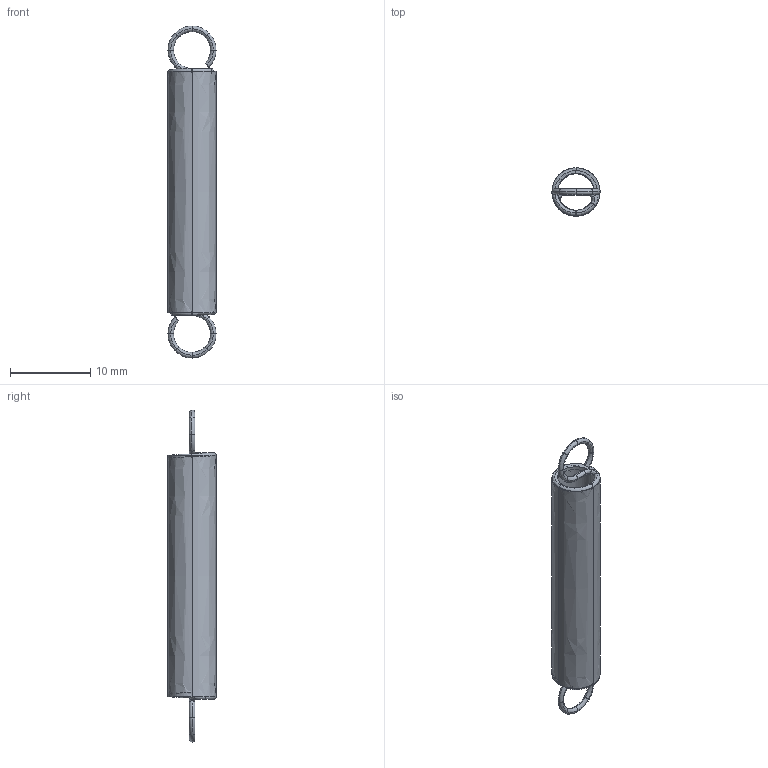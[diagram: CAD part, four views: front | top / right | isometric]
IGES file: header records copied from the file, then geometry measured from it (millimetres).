
Start section: DESIGNBASE IGES
Global section: file name: 22-0643.igs; native system: RICOH DESIGNBASE V15; preprocessor: IGES PREPROCESSOR V15; author: unknown; organization: unknown; date: 20140507.144436; units: millimetre
Bounding box: 6 x 6 x 41.4 mm (x, y, z)
Surface area: 1175.3 mm2 (no closed solid volume)
Topology: 0 solids, 0 shells, 134 faces, 830 edges, 1144 vertices
Faces by surface type: bspline 122, plane 12
